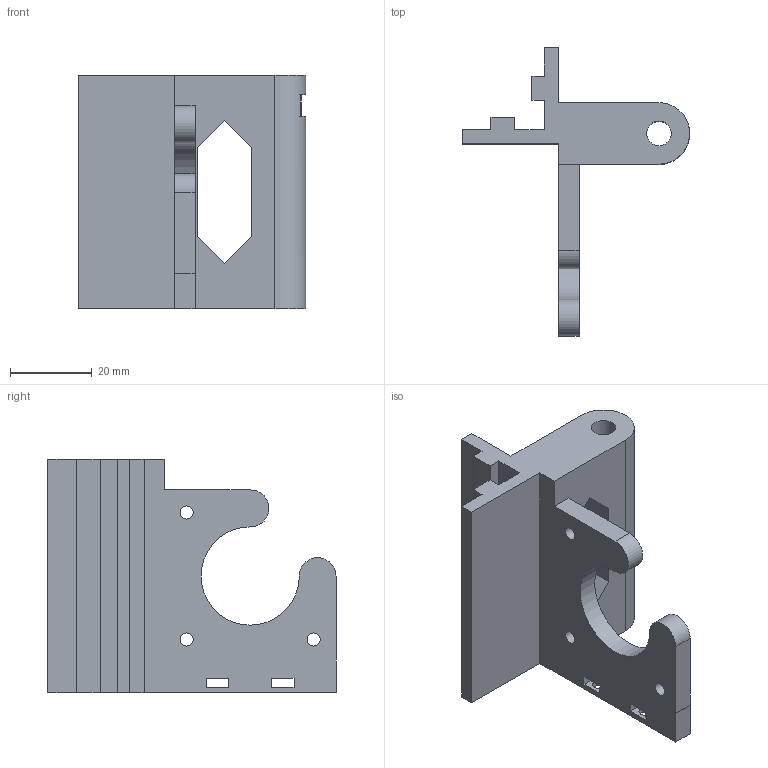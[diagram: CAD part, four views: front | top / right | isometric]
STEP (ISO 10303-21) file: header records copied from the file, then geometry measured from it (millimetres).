
FILE_DESCRIPTION(('FreeCAD Model'),'2;1');
FILE_NAME('x-motor-idler-20x20-M5-x1-super.step','2019-07-13T11:07:03',( 'Author'),(''),'Open CASCADE STEP processor 6.8','FreeCAD','Unknown' );
FILE_SCHEMA(('AUTOMOTIVE_DESIGN_CC2 { 1 2 10303 214 -1 1 5 4 }'));
Length unit declared in the file: millimetre
Products named in the file (2): ASSEMBLY; x-motor-holder-M5
Assembly tree (1 placements, depth 2):
  ASSEMBLY
    x-motor-holder-M5
Bounding box: 55.5 x 70.4 x 57 mm (x, y, z)
Volume: 34317.5 mm3; surface area: 17054.5 mm2
Topology: 1 solids, 1 shells, 62 faces, 167 edges, 112 vertices
Faces by surface type: plane 47, cylinder 15
Full cylindrical faces by diameter (mm): 3.2 x7, 6 x2, 8 x2
Entity records: 4410 total; most frequent: CARTESIAN_POINT 995, DIRECTION 628, LINE 427, VECTOR 427, ORIENTED_EDGE 334, PCURVE 334, DEFINITIONAL_REPRESENTATION 334, EDGE_CURVE 167
